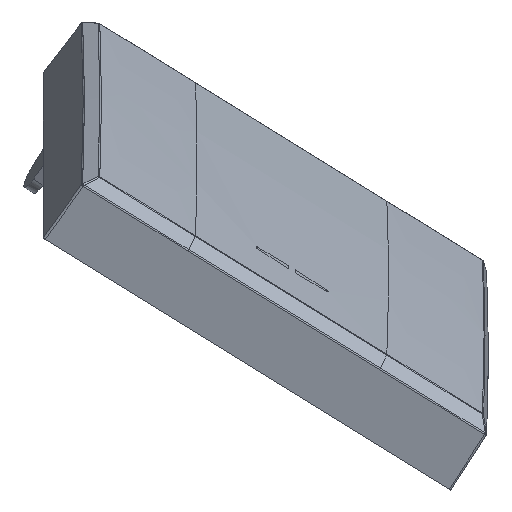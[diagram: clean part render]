
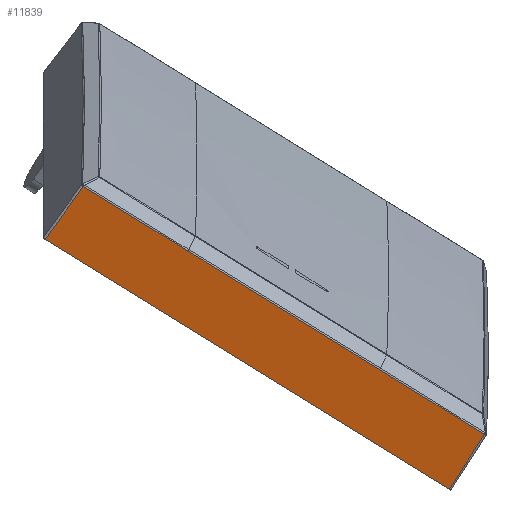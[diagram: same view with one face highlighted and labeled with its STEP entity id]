
A CAD part, front view. The second image highlights one B-rep face of the part: STEP entity #11839.
In plain terms, the highlighted face is planar.
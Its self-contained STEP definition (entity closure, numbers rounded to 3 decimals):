
#3816=CARTESIAN_POINT('Line Origine',(0.,-22.3,8.3)) ;
#3820=CARTESIAN_POINT('Vertex',(-22.175,-22.3,8.3)) ;
#3822=CARTESIAN_POINT('Vertex',(22.175,-22.3,8.3)) ;
#9858=CARTESIAN_POINT('Vertex',(10.5,-21.872,14.421)) ;
#9865=CARTESIAN_POINT('Vertex',(-10.5,-21.872,14.421)) ;
#9868=CARTESIAN_POINT('Line Origine',(0.,-21.872,14.421)) ;
#10081=CARTESIAN_POINT('Vertex',(21.997,-21.872,14.421)) ;
#10084=CARTESIAN_POINT('Line Origine',(0.,-21.872,14.421)) ;
#10620=CARTESIAN_POINT('Line Origine',(22.09,-22.071,11.569)) ;
#10624=CARTESIAN_POINT('Vertex',(22.016,-21.873,14.402)) ;
#10889=CARTESIAN_POINT('Control Point',(21.997,-21.872,14.421)) ;
#10890=CARTESIAN_POINT('Control Point',(22.,-21.872,14.417)) ;
#10891=CARTESIAN_POINT('Control Point',(22.004,-21.873,14.413)) ;
#10892=CARTESIAN_POINT('Control Point',(22.008,-21.873,14.41)) ;
#10893=CARTESIAN_POINT('Control Point',(22.012,-21.873,14.406)) ;
#10894=CARTESIAN_POINT('Control Point',(22.016,-21.873,14.402)) ;
#10996=CARTESIAN_POINT('Vertex',(-21.997,-21.872,14.421)) ;
#10999=CARTESIAN_POINT('Line Origine',(0.,-21.872,14.421)) ;
#11616=CARTESIAN_POINT('Line Origine',(-22.09,-22.072,11.554)) ;
#11620=CARTESIAN_POINT('Vertex',(-22.016,-21.873,14.402)) ;
#11816=CARTESIAN_POINT('Axis2P3D Location',(0.,-22.3,8.3)) ;
#11822=CARTESIAN_POINT('Control Point',(-22.016,-21.873,14.402)) ;
#11823=CARTESIAN_POINT('Control Point',(-22.012,-21.873,14.406)) ;
#11824=CARTESIAN_POINT('Control Point',(-22.008,-21.873,14.41)) ;
#11825=CARTESIAN_POINT('Control Point',(-22.004,-21.873,14.413)) ;
#11826=CARTESIAN_POINT('Control Point',(-22.,-21.872,14.417)) ;
#11827=CARTESIAN_POINT('Control Point',(-21.997,-21.872,14.421)) ;
#3817=DIRECTION('Vector Direction',(1.,0.,0.)) ;
#9869=DIRECTION('Vector Direction',(-1.,0.,0.)) ;
#10085=DIRECTION('Vector Direction',(1.,0.,0.)) ;
#10621=DIRECTION('Vector Direction',(-0.026,0.07,0.997)) ;
#11000=DIRECTION('Vector Direction',(-1.,0.,0.)) ;
#11617=DIRECTION('Vector Direction',(0.026,0.07,0.997)) ;
#11817=DIRECTION('Axis2P3D Direction',(0.,-0.998,0.07)) ;
#11818=DIRECTION('Axis2P3D XDirection',(0.,0.07,0.998)) ;
#11819=AXIS2_PLACEMENT_3D('Plane Axis2P3D',#11816,#11817,#11818) ;
#11830=ORIENTED_EDGE('',*,*,#11622,.F.) ;
#11831=ORIENTED_EDGE('',*,*,#3824,.T.) ;
#11832=ORIENTED_EDGE('',*,*,#10626,.T.) ;
#11833=ORIENTED_EDGE('',*,*,#10895,.T.) ;
#11834=ORIENTED_EDGE('',*,*,#10088,.T.) ;
#11835=ORIENTED_EDGE('',*,*,#9872,.T.) ;
#11836=ORIENTED_EDGE('',*,*,#11003,.T.) ;
#11837=ORIENTED_EDGE('',*,*,#11828,.T.) ;
#3818=VECTOR('Line Direction',#3817,1.) ;
#9870=VECTOR('Line Direction',#9869,1.) ;
#10086=VECTOR('Line Direction',#10085,1.) ;
#10622=VECTOR('Line Direction',#10621,1.) ;
#11001=VECTOR('Line Direction',#11000,1.) ;
#11618=VECTOR('Line Direction',#11617,1.) ;
#11839=ADVANCED_FACE('PartBody',(#11838),#11820,.T.) ;
#10888=B_SPLINE_CURVE_WITH_KNOTS('',5,(#10889,#10890,#10891,#10892,#10893,#10894),.UNSPECIFIED.,.F.,.U.,(6,6),(2.651,2.689),.UNSPECIFIED.) ;
#11821=B_SPLINE_CURVE_WITH_KNOTS('',5,(#11822,#11823,#11824,#11825,#11826,#11827),.UNSPECIFIED.,.F.,.U.,(6,6),(14.705,14.743),.UNSPECIFIED.) ;
#3824=EDGE_CURVE('',#3821,#3823,#3819,.T.) ;
#9872=EDGE_CURVE('',#9859,#9866,#9871,.T.) ;
#10088=EDGE_CURVE('',#10082,#9859,#10087,.F.) ;
#10626=EDGE_CURVE('',#3823,#10625,#10623,.T.) ;
#10895=EDGE_CURVE('',#10625,#10082,#10888,.F.) ;
#11003=EDGE_CURVE('',#9866,#10997,#11002,.T.) ;
#11622=EDGE_CURVE('',#3821,#11621,#11619,.T.) ;
#11828=EDGE_CURVE('',#10997,#11621,#11821,.F.) ;
#11829=EDGE_LOOP('',(#11830,#11831,#11832,#11833,#11834,#11835,#11836,#11837)) ;
#11838=FACE_OUTER_BOUND('',#11829,.T.) ;
#3819=LINE('Line',#3816,#3818) ;
#9871=LINE('Line',#9868,#9870) ;
#10087=LINE('Line',#10084,#10086) ;
#10623=LINE('Line',#10620,#10622) ;
#11002=LINE('Line',#10999,#11001) ;
#11619=LINE('Line',#11616,#11618) ;
#11820=PLANE('',#11819) ;
#3821=VERTEX_POINT('',#3820) ;
#3823=VERTEX_POINT('',#3822) ;
#9859=VERTEX_POINT('',#9858) ;
#9866=VERTEX_POINT('',#9865) ;
#10082=VERTEX_POINT('',#10081) ;
#10625=VERTEX_POINT('',#10624) ;
#10997=VERTEX_POINT('',#10996) ;
#11621=VERTEX_POINT('',#11620) ;
